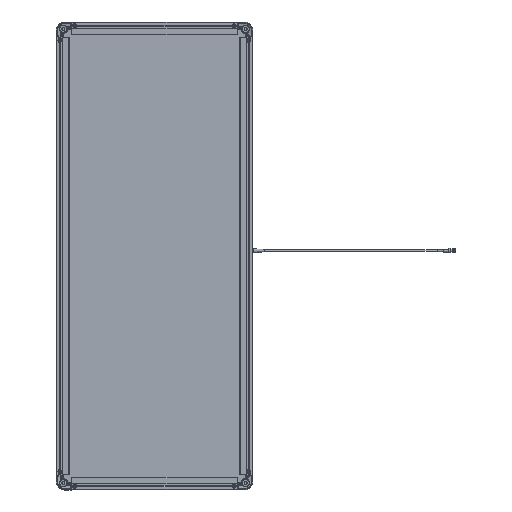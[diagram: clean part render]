
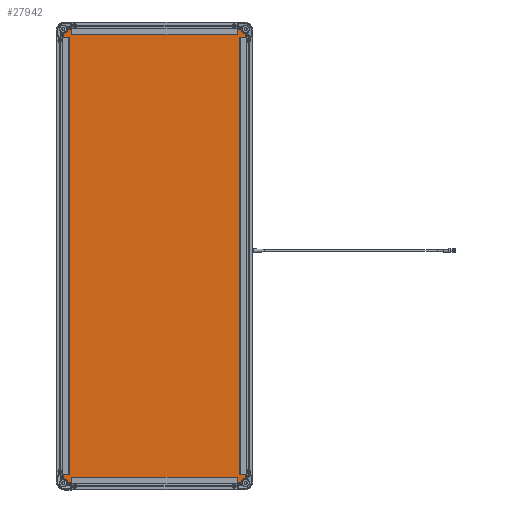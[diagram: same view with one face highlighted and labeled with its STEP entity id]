
A CAD part, front view. The second image highlights one B-rep face of the part: STEP entity #27942.
In plain terms, the highlighted planar face has unit normal (0, -1, 0).
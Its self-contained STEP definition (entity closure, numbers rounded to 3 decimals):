
#243 = DIRECTION ( 'NONE',  ( 0., 1., 0. ) ) ;
#747 = LINE ( 'NONE', #6441, #27479 ) ;
#942 = CARTESIAN_POINT ( 'NONE',  ( -145., 0., 361.5 ) ) ;
#1834 = VERTEX_POINT ( 'NONE', #16224 ) ;
#2370 = EDGE_CURVE ( 'NONE', #31979, #6356, #9227, .T. ) ;
#2534 = VECTOR ( 'NONE', #9585, 1000. ) ;
#2904 = DIRECTION ( 'NONE',  ( 0., 1., 0. ) ) ;
#2930 = ORIENTED_EDGE ( 'NONE', *, *, #2370, .F. ) ;
#3296 = AXIS2_PLACEMENT_3D ( 'NONE', #18813, #2904, #13275 ) ;
#3339 = EDGE_CURVE ( 'NONE', #31979, #13077, #29285, .T. ) ;
#3372 = ORIENTED_EDGE ( 'NONE', *, *, #29422, .T. ) ;
#3646 = AXIS2_PLACEMENT_3D ( 'NONE', #31563, #26723, #18278 ) ;
#3867 = EDGE_LOOP ( 'NONE', ( #21592, #22114, #9694, #3372, #30519, #7994, #2930, #10956 ) ) ;
#4763 = AXIS2_PLACEMENT_3D ( 'NONE', #8027, #5119, #26204 ) ;
#5119 = DIRECTION ( 'NONE',  ( 0., 1., 0. ) ) ;
#6356 = VERTEX_POINT ( 'NONE', #33005 ) ;
#6441 = CARTESIAN_POINT ( 'NONE',  ( -145., 0., -361.5 ) ) ;
#6697 = CARTESIAN_POINT ( 'NONE',  ( 138.5, 0., -361.5 ) ) ;
#7994 = ORIENTED_EDGE ( 'NONE', *, *, #10606, .T. ) ;
#8027 = CARTESIAN_POINT ( 'NONE',  ( -145., 0., -361.5 ) ) ;
#8255 = CARTESIAN_POINT ( 'NONE',  ( 145., 0., -361.5 ) ) ;
#8423 = DIRECTION ( 'NONE',  ( 0., 1., 0. ) ) ;
#9037 = VERTEX_POINT ( 'NONE', #16709 ) ;
#9227 = LINE ( 'NONE', #24823, #16183 ) ;
#9585 = DIRECTION ( 'NONE',  ( 0., 0., -1. ) ) ;
#9694 = ORIENTED_EDGE ( 'NONE', *, *, #21590, .F. ) ;
#9827 = CARTESIAN_POINT ( 'NONE',  ( -138.5, 0., 361.5 ) ) ;
#10606 = EDGE_CURVE ( 'NONE', #16589, #6356, #25205, .T. ) ;
#10826 = CIRCLE ( 'NONE', #3646, 6.5 ) ;
#10956 = ORIENTED_EDGE ( 'NONE', *, *, #3339, .T. ) ;
#11139 = CIRCLE ( 'NONE', #13323, 6.5 ) ;
#11504 = DIRECTION ( 'NONE',  ( 0., 0., 1. ) ) ;
#12700 = EDGE_CURVE ( 'NONE', #16589, #9037, #747, .T. ) ;
#13077 = VERTEX_POINT ( 'NONE', #19579 ) ;
#13275 = DIRECTION ( 'NONE',  ( 0., 0., 1. ) ) ;
#13323 = AXIS2_PLACEMENT_3D ( 'NONE', #942, #243, #11504 ) ;
#15724 = LINE ( 'NONE', #34028, #27516 ) ;
#16183 = VECTOR ( 'NONE', #19801, 1000. ) ;
#16224 = CARTESIAN_POINT ( 'NONE',  ( 138.5, 0., 361.5 ) ) ;
#16589 = VERTEX_POINT ( 'NONE', #22722 ) ;
#16709 = CARTESIAN_POINT ( 'NONE',  ( -145., 0., 355. ) ) ;
#17029 = DIRECTION ( 'NONE',  ( 0., 0., 1. ) ) ;
#17131 = CARTESIAN_POINT ( 'NONE',  ( 145., 0., 355. ) ) ;
#17724 = LINE ( 'NONE', #25338, #2534 ) ;
#18063 = VERTEX_POINT ( 'NONE', #9827 ) ;
#18278 = DIRECTION ( 'NONE',  ( 0., 0., 1. ) ) ;
#18813 = CARTESIAN_POINT ( 'NONE',  ( 145., 0., 361.5 ) ) ;
#18874 = VERTEX_POINT ( 'NONE', #17131 ) ;
#19579 = CARTESIAN_POINT ( 'NONE',  ( 145., 0., -355. ) ) ;
#19801 = DIRECTION ( 'NONE',  ( -1., 0., 0. ) ) ;
#20712 = DIRECTION ( 'NONE',  ( 1., 0., 0. ) ) ;
#21402 = PLANE ( 'NONE',  #3296 ) ;
#21590 = EDGE_CURVE ( 'NONE', #18063, #1834, #15724, .T. ) ;
#21592 = ORIENTED_EDGE ( 'NONE', *, *, #23526, .F. ) ;
#22114 = ORIENTED_EDGE ( 'NONE', *, *, #23273, .T. ) ;
#22722 = CARTESIAN_POINT ( 'NONE',  ( -145., 0., -355. ) ) ;
#23273 = EDGE_CURVE ( 'NONE', #18874, #1834, #10826, .T. ) ;
#23526 = EDGE_CURVE ( 'NONE', #18874, #13077, #17724, .T. ) ;
#24823 = CARTESIAN_POINT ( 'NONE',  ( -145., 0., -361.5 ) ) ;
#25205 = CIRCLE ( 'NONE', #4763, 6.5 ) ;
#25338 = CARTESIAN_POINT ( 'NONE',  ( 145., 0., -361.5 ) ) ;
#26204 = DIRECTION ( 'NONE',  ( 0., 0., 1. ) ) ;
#26723 = DIRECTION ( 'NONE',  ( 0., 1., 0. ) ) ;
#26935 = DIRECTION ( 'NONE',  ( 0., 0., 1. ) ) ;
#27479 = VECTOR ( 'NONE', #17029, 1000. ) ;
#27516 = VECTOR ( 'NONE', #20712, 1000. ) ;
#27942 = ADVANCED_FACE ( 'NONE', ( #34213 ), #21402, .F. ) ;
#29285 = CIRCLE ( 'NONE', #32042, 6.5 ) ;
#29422 = EDGE_CURVE ( 'NONE', #18063, #9037, #11139, .T. ) ;
#30519 = ORIENTED_EDGE ( 'NONE', *, *, #12700, .F. ) ;
#31563 = CARTESIAN_POINT ( 'NONE',  ( 145., 0., 361.5 ) ) ;
#31979 = VERTEX_POINT ( 'NONE', #6697 ) ;
#32042 = AXIS2_PLACEMENT_3D ( 'NONE', #8255, #8423, #26935 ) ;
#33005 = CARTESIAN_POINT ( 'NONE',  ( -138.5, 0., -361.5 ) ) ;
#34028 = CARTESIAN_POINT ( 'NONE',  ( -145., 0., 361.5 ) ) ;
#34213 = FACE_OUTER_BOUND ( 'NONE', #3867, .T. ) ;
